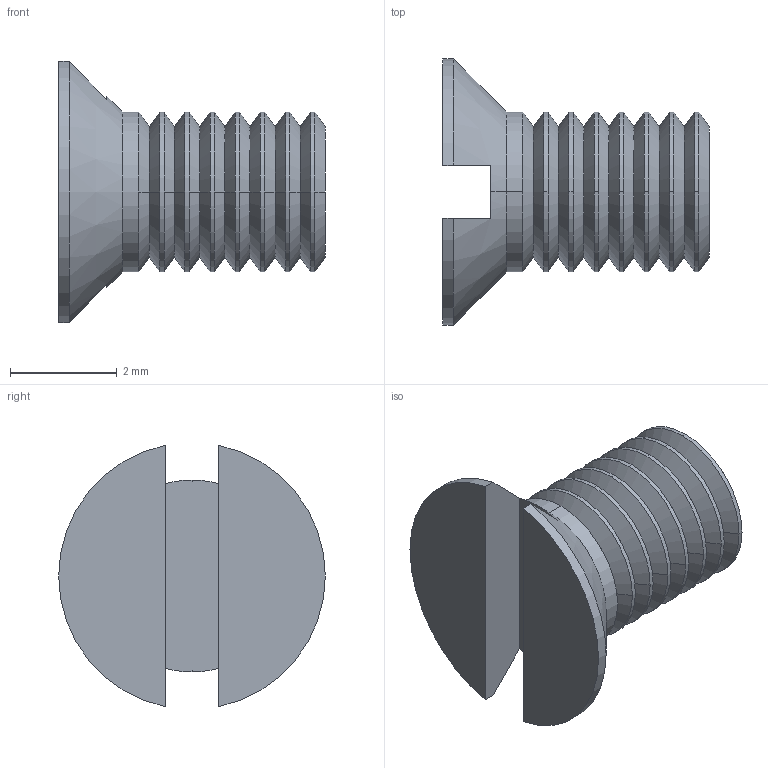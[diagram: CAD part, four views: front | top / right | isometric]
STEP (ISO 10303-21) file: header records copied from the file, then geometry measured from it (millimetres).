
FILE_DESCRIPTION (( 'STEP AP214' ), '1' );
FILE_NAME ('Screw M3 x 5 Countersunk.STEP', '2025-07-06T08:34:28', ( '' ), ( '' ), 'SwSTEP 2.0', 'SolidWorks 2025', '' );
FILE_SCHEMA (( 'AUTOMOTIVE_DESIGN' ));
Length unit declared in the file: millimetre
Products named in the file (1): Screw M3 x 5 Countersunk_B18.6.7M - M3 x 0.5 x 5 Slotted FHMS --5S
Bounding box: 5 x 5 x 4.9 mm (x, y, z)
Volume: 36 mm3; surface area: 101.1 mm2
Topology: 1 solids, 1 shells, 56 faces, 146 edges, 92 vertices
Faces by surface type: cone 32, cylinder 18, plane 6
Entity records: 1786 total; most frequent: DIRECTION 342, CARTESIAN_POINT 307, ORIENTED_EDGE 292, EDGE_CURVE 146, AXIS2_PLACEMENT_3D 143, VERTEX_POINT 92, CIRCLE 86, VECTOR 56
